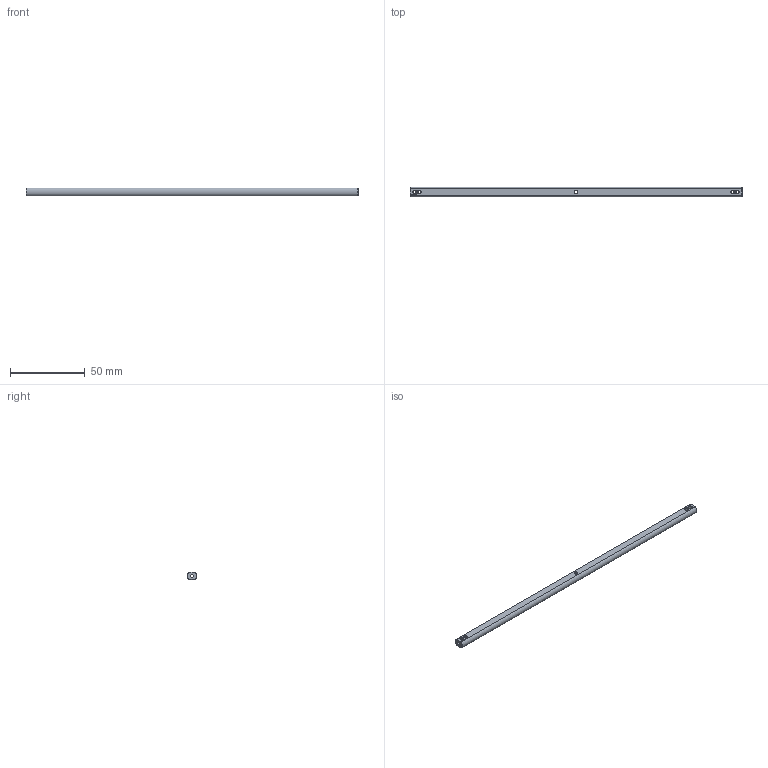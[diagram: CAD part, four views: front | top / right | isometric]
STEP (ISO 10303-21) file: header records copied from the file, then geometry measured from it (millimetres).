
FILE_DESCRIPTION(('FreeCAD Model'),'2;1');
FILE_NAME('Open CASCADE Shape Model','2024-02-04T23:37:41',(''),(''), 'Open CASCADE STEP processor 7.6','FreeCAD','Unknown');
FILE_SCHEMA(('AUTOMOTIVE_DESIGN { 1 0 10303 214 1 1 1 1 }'));
Length unit declared in the file: millimetre
Products named in the file (1): Shaft PLN BU17.75 - SPN-SFT-0071 (stemfie.org)
Bounding box: 221.88 x 6.6 x 5 mm (x, y, z)
Volume: 5789.8 mm3; surface area: 5905.6 mm2
Topology: 1 solids, 1 shells, 475 faces, 1331 edges, 878 vertices
Faces by surface type: plane 313, extrusion 128, cylinder 18, cone 16
Full cylindrical faces by diameter (mm): 2 x16
Entity records: 33200 total; most frequent: CARTESIAN_POINT 7405, DIRECTION 4287, VECTOR 3407, LINE 3279, ORIENTED_EDGE 2662, PCURVE 2662, DEFINITIONAL_REPRESENTATION 2662, EDGE_CURVE 1331
